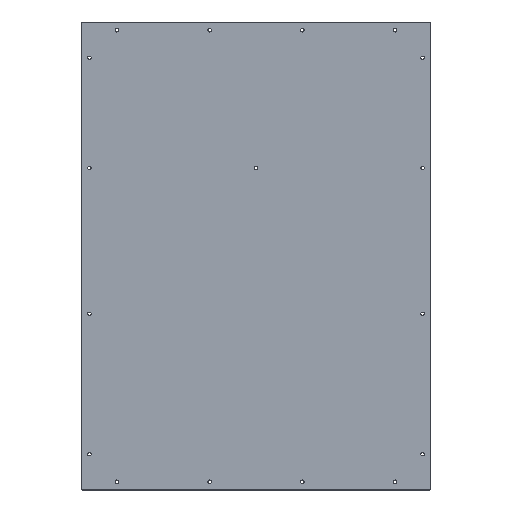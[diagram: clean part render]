
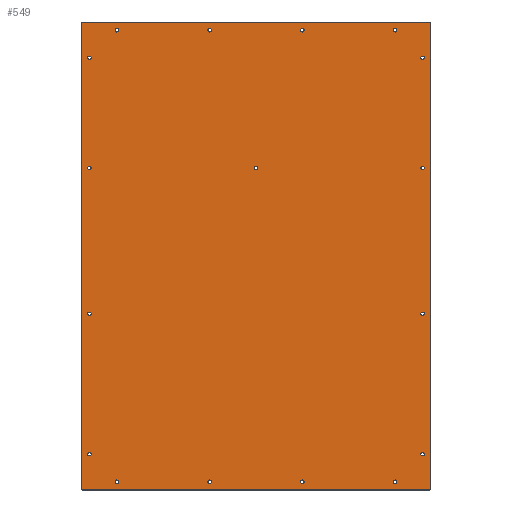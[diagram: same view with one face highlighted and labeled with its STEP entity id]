
A CAD part, top view. The second image highlights one B-rep face of the part: STEP entity #549.
In plain terms, the highlighted planar face has unit normal (0, 0, 1).
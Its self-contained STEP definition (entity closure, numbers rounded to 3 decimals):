
#15=FACE_BOUND('',#85,.T.);
#16=FACE_BOUND('',#86,.T.);
#17=FACE_BOUND('',#87,.T.);
#18=FACE_BOUND('',#88,.T.);
#19=FACE_BOUND('',#89,.T.);
#20=FACE_BOUND('',#90,.T.);
#21=FACE_BOUND('',#91,.T.);
#22=FACE_BOUND('',#92,.T.);
#23=FACE_BOUND('',#93,.T.);
#24=FACE_BOUND('',#94,.T.);
#25=FACE_BOUND('',#95,.T.);
#26=FACE_BOUND('',#96,.T.);
#27=FACE_BOUND('',#97,.T.);
#28=FACE_BOUND('',#98,.T.);
#29=FACE_BOUND('',#99,.T.);
#30=FACE_BOUND('',#100,.T.);
#31=FACE_BOUND('',#101,.T.);
#50=PLANE('',#592);
#57=FACE_OUTER_BOUND('',#84,.T.);
#84=EDGE_LOOP('',(#384,#385,#386,#387,#388,#389,#390,#391));
#85=EDGE_LOOP('',(#392));
#86=EDGE_LOOP('',(#393));
#87=EDGE_LOOP('',(#394));
#88=EDGE_LOOP('',(#395));
#89=EDGE_LOOP('',(#396));
#90=EDGE_LOOP('',(#397));
#91=EDGE_LOOP('',(#398));
#92=EDGE_LOOP('',(#399));
#93=EDGE_LOOP('',(#400));
#94=EDGE_LOOP('',(#401));
#95=EDGE_LOOP('',(#402));
#96=EDGE_LOOP('',(#403));
#97=EDGE_LOOP('',(#404));
#98=EDGE_LOOP('',(#405));
#99=EDGE_LOOP('',(#406));
#100=EDGE_LOOP('',(#407));
#101=EDGE_LOOP('',(#408));
#145=LINE('',#842,#178);
#148=LINE('',#848,#181);
#149=LINE('',#852,#182);
#150=LINE('',#856,#183);
#178=VECTOR('',#669,10.);
#181=VECTOR('',#674,10.);
#182=VECTOR('',#677,10.);
#183=VECTOR('',#680,10.);
#210=CIRCLE('',#590,2.);
#211=CIRCLE('',#593,2.);
#212=CIRCLE('',#594,2.);
#213=CIRCLE('',#595,2.);
#214=CIRCLE('',#596,3.2);
#215=CIRCLE('',#597,3.2);
#216=CIRCLE('',#598,3.2);
#217=CIRCLE('',#599,3.2);
#218=CIRCLE('',#600,3.2);
#219=CIRCLE('',#601,3.2);
#220=CIRCLE('',#602,3.2);
#221=CIRCLE('',#603,3.2);
#222=CIRCLE('',#604,3.2);
#223=CIRCLE('',#605,3.2);
#224=CIRCLE('',#606,3.2);
#225=CIRCLE('',#607,3.2);
#226=CIRCLE('',#608,3.2);
#227=CIRCLE('',#609,3.2);
#228=CIRCLE('',#610,3.2);
#229=CIRCLE('',#611,3.2);
#230=CIRCLE('',#612,3.2);
#253=VERTEX_POINT('',#835);
#254=VERTEX_POINT('',#837);
#255=VERTEX_POINT('',#841);
#257=VERTEX_POINT('',#847);
#258=VERTEX_POINT('',#849);
#259=VERTEX_POINT('',#851);
#260=VERTEX_POINT('',#853);
#261=VERTEX_POINT('',#855);
#262=VERTEX_POINT('',#858);
#263=VERTEX_POINT('',#860);
#264=VERTEX_POINT('',#862);
#265=VERTEX_POINT('',#864);
#266=VERTEX_POINT('',#866);
#267=VERTEX_POINT('',#868);
#268=VERTEX_POINT('',#870);
#269=VERTEX_POINT('',#872);
#270=VERTEX_POINT('',#874);
#271=VERTEX_POINT('',#876);
#272=VERTEX_POINT('',#878);
#273=VERTEX_POINT('',#880);
#274=VERTEX_POINT('',#882);
#275=VERTEX_POINT('',#884);
#276=VERTEX_POINT('',#886);
#277=VERTEX_POINT('',#888);
#278=VERTEX_POINT('',#890);
#303=EDGE_CURVE('',#253,#254,#210,.T.);
#305=EDGE_CURVE('',#255,#254,#145,.T.);
#308=EDGE_CURVE('',#253,#257,#148,.T.);
#309=EDGE_CURVE('',#258,#257,#211,.T.);
#310=EDGE_CURVE('',#258,#259,#149,.T.);
#311=EDGE_CURVE('',#260,#259,#212,.T.);
#312=EDGE_CURVE('',#260,#261,#150,.T.);
#313=EDGE_CURVE('',#255,#261,#213,.T.);
#314=EDGE_CURVE('',#262,#262,#214,.T.);
#315=EDGE_CURVE('',#263,#263,#215,.T.);
#316=EDGE_CURVE('',#264,#264,#216,.T.);
#317=EDGE_CURVE('',#265,#265,#217,.T.);
#318=EDGE_CURVE('',#266,#266,#218,.T.);
#319=EDGE_CURVE('',#267,#267,#219,.T.);
#320=EDGE_CURVE('',#268,#268,#220,.T.);
#321=EDGE_CURVE('',#269,#269,#221,.T.);
#322=EDGE_CURVE('',#270,#270,#222,.T.);
#323=EDGE_CURVE('',#271,#271,#223,.T.);
#324=EDGE_CURVE('',#272,#272,#224,.T.);
#325=EDGE_CURVE('',#273,#273,#225,.T.);
#326=EDGE_CURVE('',#274,#274,#226,.T.);
#327=EDGE_CURVE('',#275,#275,#227,.T.);
#328=EDGE_CURVE('',#276,#276,#228,.T.);
#329=EDGE_CURVE('',#277,#277,#229,.T.);
#330=EDGE_CURVE('',#278,#278,#230,.T.);
#384=ORIENTED_EDGE('',*,*,#303,.F.);
#385=ORIENTED_EDGE('',*,*,#308,.T.);
#386=ORIENTED_EDGE('',*,*,#309,.F.);
#387=ORIENTED_EDGE('',*,*,#310,.T.);
#388=ORIENTED_EDGE('',*,*,#311,.F.);
#389=ORIENTED_EDGE('',*,*,#312,.T.);
#390=ORIENTED_EDGE('',*,*,#313,.F.);
#391=ORIENTED_EDGE('',*,*,#305,.T.);
#392=ORIENTED_EDGE('',*,*,#314,.T.);
#393=ORIENTED_EDGE('',*,*,#315,.T.);
#394=ORIENTED_EDGE('',*,*,#316,.T.);
#395=ORIENTED_EDGE('',*,*,#317,.T.);
#396=ORIENTED_EDGE('',*,*,#318,.T.);
#397=ORIENTED_EDGE('',*,*,#319,.T.);
#398=ORIENTED_EDGE('',*,*,#320,.T.);
#399=ORIENTED_EDGE('',*,*,#321,.T.);
#400=ORIENTED_EDGE('',*,*,#322,.T.);
#401=ORIENTED_EDGE('',*,*,#323,.T.);
#402=ORIENTED_EDGE('',*,*,#324,.T.);
#403=ORIENTED_EDGE('',*,*,#325,.T.);
#404=ORIENTED_EDGE('',*,*,#326,.T.);
#405=ORIENTED_EDGE('',*,*,#327,.T.);
#406=ORIENTED_EDGE('',*,*,#328,.T.);
#407=ORIENTED_EDGE('',*,*,#329,.T.);
#408=ORIENTED_EDGE('',*,*,#330,.T.);
#549=ADVANCED_FACE('',(#57,#15,#16,#17,#18,#19,#20,#21,#22,#23,#24,#25,
#26,#27,#28,#29,#30,#31),#50,.T.);
#590=AXIS2_PLACEMENT_3D('',#838,#664,#665);
#592=AXIS2_PLACEMENT_3D('',#846,#672,#673);
#593=AXIS2_PLACEMENT_3D('',#850,#675,#676);
#594=AXIS2_PLACEMENT_3D('',#854,#678,#679);
#595=AXIS2_PLACEMENT_3D('',#857,#681,#682);
#596=AXIS2_PLACEMENT_3D('',#859,#683,#684);
#597=AXIS2_PLACEMENT_3D('',#861,#685,#686);
#598=AXIS2_PLACEMENT_3D('',#863,#687,#688);
#599=AXIS2_PLACEMENT_3D('',#865,#689,#690);
#600=AXIS2_PLACEMENT_3D('',#867,#691,#692);
#601=AXIS2_PLACEMENT_3D('',#869,#693,#694);
#602=AXIS2_PLACEMENT_3D('',#871,#695,#696);
#603=AXIS2_PLACEMENT_3D('',#873,#697,#698);
#604=AXIS2_PLACEMENT_3D('',#875,#699,#700);
#605=AXIS2_PLACEMENT_3D('',#877,#701,#702);
#606=AXIS2_PLACEMENT_3D('',#879,#703,#704);
#607=AXIS2_PLACEMENT_3D('',#881,#705,#706);
#608=AXIS2_PLACEMENT_3D('',#883,#707,#708);
#609=AXIS2_PLACEMENT_3D('',#885,#709,#710);
#610=AXIS2_PLACEMENT_3D('',#887,#711,#712);
#611=AXIS2_PLACEMENT_3D('',#889,#713,#714);
#612=AXIS2_PLACEMENT_3D('',#891,#715,#716);
#664=DIRECTION('center_axis',(0.,0.,-1.));
#665=DIRECTION('ref_axis',(0.707,-0.707,0.));
#669=DIRECTION('',(1.,0.,0.));
#672=DIRECTION('center_axis',(0.,0.,1.));
#673=DIRECTION('ref_axis',(1.,0.,0.));
#674=DIRECTION('',(0.,1.,0.));
#675=DIRECTION('center_axis',(0.,0.,-1.));
#676=DIRECTION('ref_axis',(0.707,0.707,0.));
#677=DIRECTION('',(-1.,0.,0.));
#678=DIRECTION('center_axis',(0.,0.,-1.));
#679=DIRECTION('ref_axis',(-0.707,0.707,0.));
#680=DIRECTION('',(0.,-1.,0.));
#681=DIRECTION('center_axis',(0.,0.,-1.));
#682=DIRECTION('ref_axis',(-0.707,-0.707,0.));
#683=DIRECTION('center_axis',(0.,0.,-1.));
#684=DIRECTION('ref_axis',(1.,0.,0.));
#685=DIRECTION('center_axis',(0.,0.,-1.));
#686=DIRECTION('ref_axis',(1.,0.,0.));
#687=DIRECTION('center_axis',(0.,0.,-1.));
#688=DIRECTION('ref_axis',(1.,0.,0.));
#689=DIRECTION('center_axis',(0.,0.,-1.));
#690=DIRECTION('ref_axis',(1.,0.,0.));
#691=DIRECTION('center_axis',(0.,0.,-1.));
#692=DIRECTION('ref_axis',(1.,0.,0.));
#693=DIRECTION('center_axis',(0.,0.,-1.));
#694=DIRECTION('ref_axis',(1.,0.,0.));
#695=DIRECTION('center_axis',(0.,0.,-1.));
#696=DIRECTION('ref_axis',(1.,0.,0.));
#697=DIRECTION('center_axis',(0.,0.,-1.));
#698=DIRECTION('ref_axis',(1.,0.,0.));
#699=DIRECTION('center_axis',(0.,0.,-1.));
#700=DIRECTION('ref_axis',(1.,0.,0.));
#701=DIRECTION('center_axis',(0.,0.,-1.));
#702=DIRECTION('ref_axis',(1.,0.,0.));
#703=DIRECTION('center_axis',(0.,0.,-1.));
#704=DIRECTION('ref_axis',(1.,0.,0.));
#705=DIRECTION('center_axis',(0.,0.,-1.));
#706=DIRECTION('ref_axis',(1.,0.,0.));
#707=DIRECTION('center_axis',(0.,0.,-1.));
#708=DIRECTION('ref_axis',(1.,0.,0.));
#709=DIRECTION('center_axis',(0.,0.,-1.));
#710=DIRECTION('ref_axis',(1.,0.,0.));
#711=DIRECTION('center_axis',(0.,0.,-1.));
#712=DIRECTION('ref_axis',(1.,0.,0.));
#713=DIRECTION('center_axis',(0.,0.,-1.));
#714=DIRECTION('ref_axis',(1.,0.,0.));
#715=DIRECTION('center_axis',(0.,0.,-1.));
#716=DIRECTION('ref_axis',(1.,0.,0.));
#835=CARTESIAN_POINT('',(317.5,-423.,0.));
#837=CARTESIAN_POINT('',(315.5,-425.,0.));
#838=CARTESIAN_POINT('Origin',(315.5,-423.,0.));
#841=CARTESIAN_POINT('',(-315.5,-425.,0.));
#842=CARTESIAN_POINT('',(-317.5,-425.,0.));
#846=CARTESIAN_POINT('Origin',(0.,0.,0.));
#847=CARTESIAN_POINT('',(317.5,423.,0.));
#848=CARTESIAN_POINT('',(317.5,-425.,0.));
#849=CARTESIAN_POINT('',(315.5,425.,0.));
#850=CARTESIAN_POINT('Origin',(315.5,423.,0.));
#851=CARTESIAN_POINT('',(-315.5,425.,0.));
#852=CARTESIAN_POINT('',(317.5,425.,0.));
#853=CARTESIAN_POINT('',(-317.5,423.,0.));
#854=CARTESIAN_POINT('Origin',(-315.5,423.,0.));
#855=CARTESIAN_POINT('',(-317.5,-423.,0.));
#856=CARTESIAN_POINT('',(-317.5,425.,0.));
#857=CARTESIAN_POINT('Origin',(-315.5,-423.,0.));
#858=CARTESIAN_POINT('',(-87.367,-410.,0.));
#859=CARTESIAN_POINT('Origin',(-84.167,-410.,0.));
#860=CARTESIAN_POINT('',(-87.367,410.,0.));
#861=CARTESIAN_POINT('Origin',(-84.167,410.,0.));
#862=CARTESIAN_POINT('',(299.3,160.,0.));
#863=CARTESIAN_POINT('Origin',(302.5,160.,0.));
#864=CARTESIAN_POINT('',(-305.7,-105.,0.));
#865=CARTESIAN_POINT('Origin',(-302.5,-105.,0.));
#866=CARTESIAN_POINT('',(-305.7,-360.,0.));
#867=CARTESIAN_POINT('Origin',(-302.5,-360.,0.));
#868=CARTESIAN_POINT('',(249.3,-410.,0.));
#869=CARTESIAN_POINT('Origin',(252.5,-410.,0.));
#870=CARTESIAN_POINT('',(299.3,360.,0.));
#871=CARTESIAN_POINT('Origin',(302.5,360.,0.));
#872=CARTESIAN_POINT('',(-255.7,410.,0.));
#873=CARTESIAN_POINT('Origin',(-252.5,410.,0.));
#874=CARTESIAN_POINT('',(-305.7,360.,0.));
#875=CARTESIAN_POINT('Origin',(-302.5,360.,0.));
#876=CARTESIAN_POINT('',(249.3,410.,0.));
#877=CARTESIAN_POINT('Origin',(252.5,410.,0.));
#878=CARTESIAN_POINT('',(299.3,-360.,0.));
#879=CARTESIAN_POINT('Origin',(302.5,-360.,0.));
#880=CARTESIAN_POINT('',(-255.7,-410.,0.));
#881=CARTESIAN_POINT('Origin',(-252.5,-410.,0.));
#882=CARTESIAN_POINT('',(-305.7,160.,0.));
#883=CARTESIAN_POINT('Origin',(-302.5,160.,0.));
#884=CARTESIAN_POINT('',(-3.2,160.,0.));
#885=CARTESIAN_POINT('Origin',(0.,160.,0.));
#886=CARTESIAN_POINT('',(299.3,-105.,0.));
#887=CARTESIAN_POINT('Origin',(302.5,-105.,0.));
#888=CARTESIAN_POINT('',(80.967,410.,0.));
#889=CARTESIAN_POINT('Origin',(84.167,410.,0.));
#890=CARTESIAN_POINT('',(80.967,-410.,0.));
#891=CARTESIAN_POINT('Origin',(84.167,-410.,0.));
